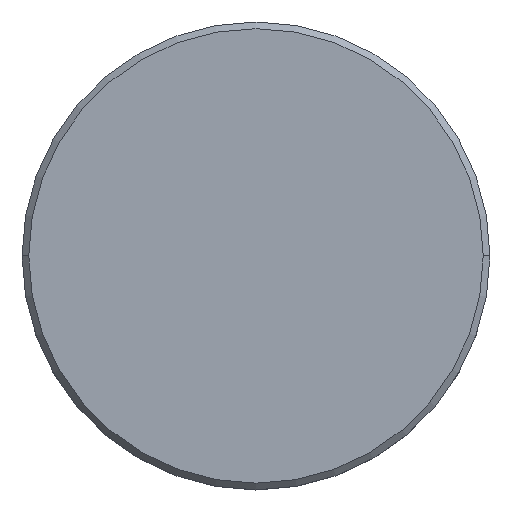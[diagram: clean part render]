
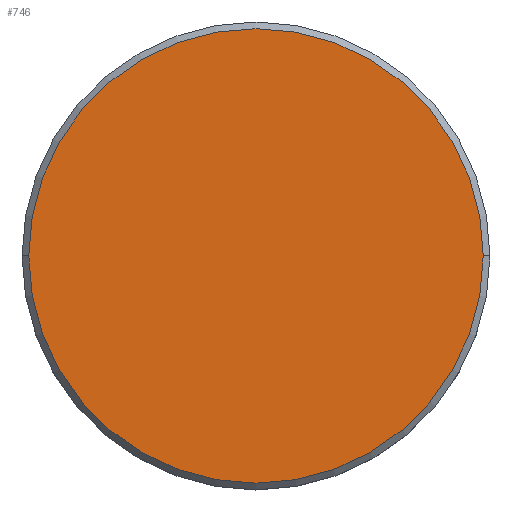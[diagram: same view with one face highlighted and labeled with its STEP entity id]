
A CAD part, top view. The second image highlights one B-rep face of the part: STEP entity #746.
In plain terms, the highlighted planar face has unit normal (0, 0, 1).
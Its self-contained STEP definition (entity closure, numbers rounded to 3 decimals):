
#26 = ORIENTED_EDGE ( 'NONE', *, *, #87, .T. ) ;
#87 = EDGE_CURVE ( 'NONE', #735, #431, #644, .T. ) ;
#106 = ORIENTED_EDGE ( 'NONE', *, *, #734, .T. ) ;
#134 = AXIS2_PLACEMENT_3D ( 'NONE', #777, #221, #595 ) ;
#147 = CARTESIAN_POINT ( 'NONE',  ( 0., 0., 0. ) ) ;
#154 = AXIS2_PLACEMENT_3D ( 'NONE', #147, #585, #1124 ) ;
#221 = DIRECTION ( 'NONE',  ( 0., 0., 1. ) ) ;
#279 = AXIS2_PLACEMENT_3D ( 'NONE', #1057, #876, #962 ) ;
#401 = EDGE_LOOP ( 'NONE', ( #106, #26 ) ) ;
#431 = VERTEX_POINT ( 'NONE', #1134 ) ;
#585 = DIRECTION ( 'NONE',  ( 0., 0., 1. ) ) ;
#591 = PLANE ( 'NONE',  #154 ) ;
#595 = DIRECTION ( 'NONE',  ( 1., 0., 0. ) ) ;
#644 = CIRCLE ( 'NONE', #279, 17. ) ;
#734 = EDGE_CURVE ( 'NONE', #431, #735, #830, .T. ) ;
#735 = VERTEX_POINT ( 'NONE', #863 ) ;
#746 = ADVANCED_FACE ( 'NONE', ( #845 ), #591, .T. ) ;
#777 = CARTESIAN_POINT ( 'NONE',  ( 0., 0., 0. ) ) ;
#830 = CIRCLE ( 'NONE', #134, 17. ) ;
#845 = FACE_OUTER_BOUND ( 'NONE', #401, .T. ) ;
#863 = CARTESIAN_POINT ( 'NONE',  ( 17., 0., 0. ) ) ;
#876 = DIRECTION ( 'NONE',  ( 0., 0., 1. ) ) ;
#962 = DIRECTION ( 'NONE',  ( 1., 0., 0. ) ) ;
#1057 = CARTESIAN_POINT ( 'NONE',  ( 0., 0., 0. ) ) ;
#1124 = DIRECTION ( 'NONE',  ( 1., 0., 0. ) ) ;
#1134 = CARTESIAN_POINT ( 'NONE',  ( -17., 0., 0. ) ) ;
